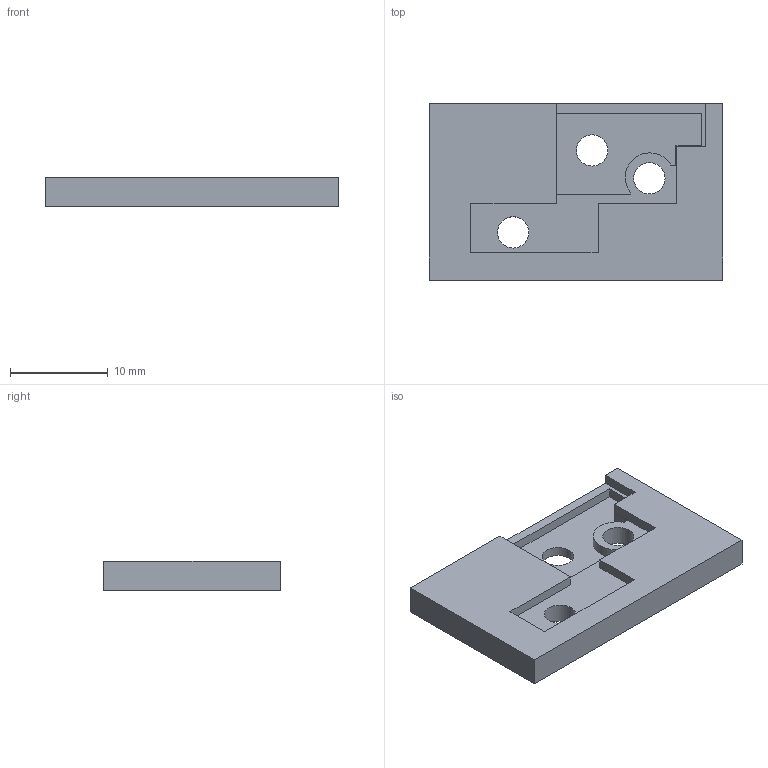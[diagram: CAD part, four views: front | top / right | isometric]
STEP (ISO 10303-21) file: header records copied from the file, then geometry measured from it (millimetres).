
FILE_DESCRIPTION(('FreeCAD Model'),'2;1');
FILE_NAME('Open CASCADE Shape Model','2023-09-04T21:25:30',('Author'),( ''),'Open CASCADE STEP processor 7.5','FreeCAD','Unknown');
FILE_SCHEMA(('AUTOMOTIVE_DESIGN { 1 0 10303 214 1 1 1 1 }'));
Length unit declared in the file: millimetre
Products named in the file (1): Body (Mirror #1)
Bounding box: 30 x 18 x 3 mm (x, y, z)
Volume: 1286.1 mm3; surface area: 1465.5 mm2
Topology: 1 solids, 1 shells, 30 faces, 82 edges, 54 vertices
Faces by surface type: plane 26, cylinder 4
Full cylindrical faces by diameter (mm): 3.2 x3
Entity records: 2038 total; most frequent: CARTESIAN_POINT 331, DIRECTION 316, LINE 230, VECTOR 230, ORIENTED_EDGE 164, PCURVE 164, DEFINITIONAL_REPRESENTATION 164, EDGE_CURVE 82
